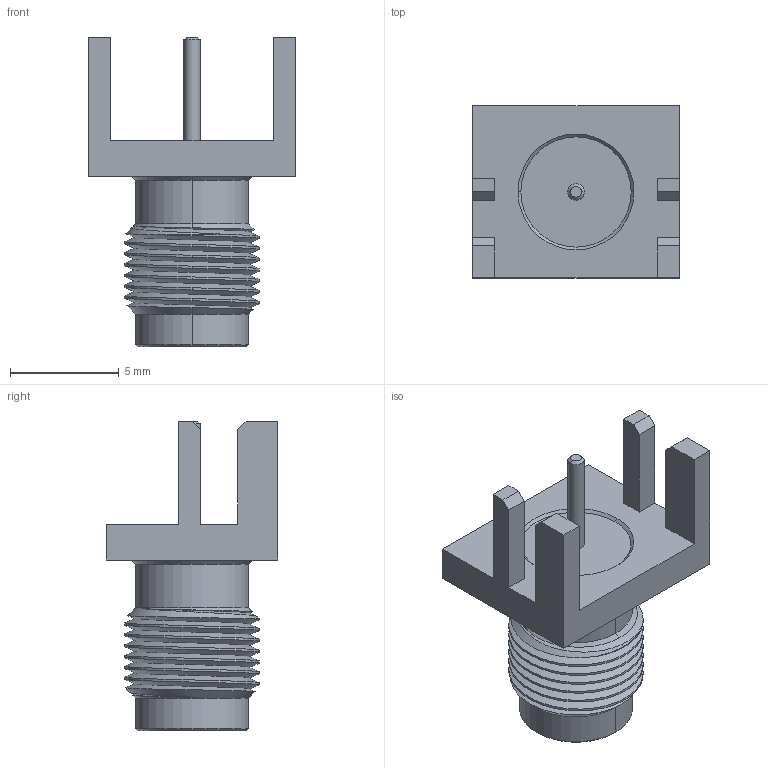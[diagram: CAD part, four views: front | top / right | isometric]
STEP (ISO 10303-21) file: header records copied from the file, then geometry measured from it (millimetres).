
FILE_DESCRIPTION (( 'STEP AP214' ), '1' );
FILE_NAME ('User Library-142-0701-801.STEP', '2019-02-12T14:47:45', ( '' ), ( '' ), 'SwSTEP 2.0', 'SolidWorks 2019', '' );
FILE_SCHEMA (( 'AUTOMOTIVE_DESIGN' ));
Length unit declared in the file: millimetre
Products named in the file (1): User Library-142-0701-801
Bounding box: 9.53 x 7.92 x 14.27 mm (x, y, z)
Volume: 297.5 mm3; surface area: 567.4 mm2
Topology: 1 solids, 1 shells, 74 faces, 189 edges, 123 vertices
Faces by surface type: plane 30, cylinder 26, cone 16, bspline 2
Entity records: 3123 total; most frequent: CARTESIAN_POINT 1344, ORIENTED_EDGE 378, DIRECTION 339, EDGE_CURVE 189, VERTEX_POINT 123, AXIS2_PLACEMENT_3D 116, LINE 107, VECTOR 107
